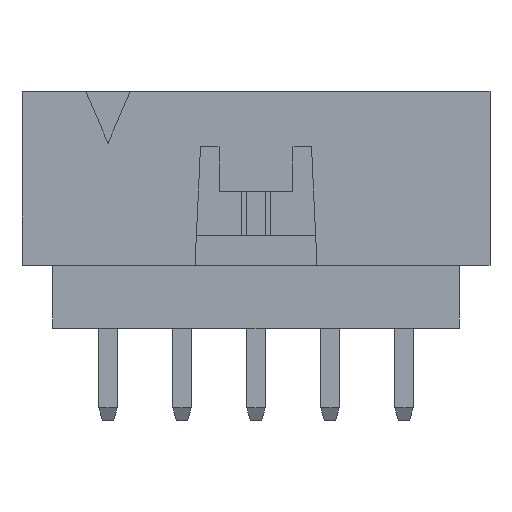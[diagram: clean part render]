
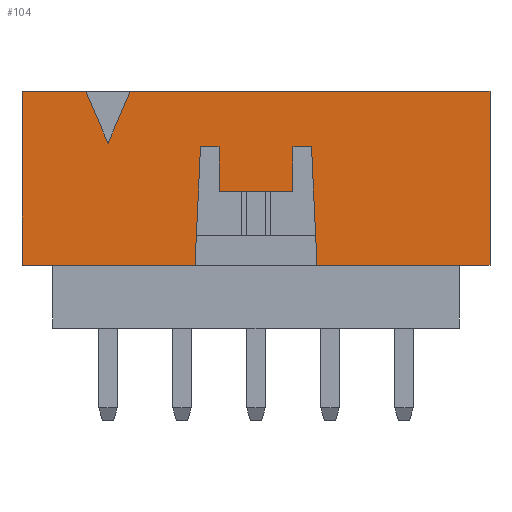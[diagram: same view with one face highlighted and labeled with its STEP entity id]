
A CAD part, front view. The second image highlights one B-rep face of the part: STEP entity #104.
In plain terms, the highlighted planar face has unit normal (0, -1, 0).
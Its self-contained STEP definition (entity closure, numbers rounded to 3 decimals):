
#104=ADVANCED_FACE('',(#537),#322,.T.);
#322=PLANE('',#4056);
#537=FACE_OUTER_BOUND('',#776,.T.);
#776=EDGE_LOOP('',(#1293,#1294,#1295,#1296,#1297,#1298,#1299,#1300,#1301,
#1302,#1303,#1304,#1305,#1306,#1307));
#1293=ORIENTED_EDGE('',*,*,#2649,.F.);
#1294=ORIENTED_EDGE('',*,*,#2650,.F.);
#1295=ORIENTED_EDGE('',*,*,#2399,.F.);
#1296=ORIENTED_EDGE('',*,*,#2645,.F.);
#1297=ORIENTED_EDGE('',*,*,#2635,.F.);
#1298=ORIENTED_EDGE('',*,*,#2651,.F.);
#1299=ORIENTED_EDGE('',*,*,#2652,.F.);
#1300=ORIENTED_EDGE('',*,*,#2623,.F.);
#1301=ORIENTED_EDGE('',*,*,#2653,.F.);
#1302=ORIENTED_EDGE('',*,*,#2654,.F.);
#1303=ORIENTED_EDGE('',*,*,#2655,.F.);
#1304=ORIENTED_EDGE('',*,*,#2656,.F.);
#1305=ORIENTED_EDGE('',*,*,#2631,.F.);
#1306=ORIENTED_EDGE('',*,*,#2412,.F.);
#1307=ORIENTED_EDGE('',*,*,#2391,.F.);
#2044=VERTEX_POINT('',#5233);
#2046=VERTEX_POINT('',#5236);
#2053=VERTEX_POINT('',#5250);
#2054=VERTEX_POINT('',#5252);
#2065=VERTEX_POINT('',#5279);
#2234=VERTEX_POINT('',#5690);
#2237=VERTEX_POINT('',#5696);
#2244=VERTEX_POINT('',#5714);
#2247=VERTEX_POINT('',#5720);
#2248=VERTEX_POINT('',#5722);
#2254=VERTEX_POINT('',#5746);
#2255=VERTEX_POINT('',#5749);
#2256=VERTEX_POINT('',#5752);
#2257=VERTEX_POINT('',#5754);
#2258=VERTEX_POINT('',#5756);
#2391=EDGE_CURVE('',#2044,#2046,#2934,.T.);
#2399=EDGE_CURVE('',#2053,#2054,#2942,.T.);
#2412=EDGE_CURVE('',#2046,#2065,#2955,.T.);
#2623=EDGE_CURVE('',#2237,#2234,#3166,.T.);
#2631=EDGE_CURVE('',#2065,#2244,#3174,.T.);
#2635=EDGE_CURVE('',#2247,#2248,#3178,.T.);
#2645=EDGE_CURVE('',#2248,#2053,#3188,.T.);
#2649=EDGE_CURVE('',#2254,#2044,#3192,.T.);
#2650=EDGE_CURVE('',#2054,#2254,#3193,.T.);
#2651=EDGE_CURVE('',#2255,#2247,#3194,.T.);
#2652=EDGE_CURVE('',#2234,#2255,#3195,.T.);
#2653=EDGE_CURVE('',#2256,#2237,#3196,.T.);
#2654=EDGE_CURVE('',#2257,#2256,#3197,.T.);
#2655=EDGE_CURVE('',#2258,#2257,#3198,.T.);
#2656=EDGE_CURVE('',#2244,#2258,#3199,.T.);
#2934=LINE('',#5235,#3477);
#2942=LINE('',#5251,#3485);
#2955=LINE('',#5278,#3498);
#3166=LINE('',#5697,#3709);
#3174=LINE('',#5713,#3717);
#3178=LINE('',#5721,#3721);
#3188=LINE('',#5739,#3731);
#3192=LINE('',#5745,#3735);
#3193=LINE('',#5747,#3736);
#3194=LINE('',#5748,#3737);
#3195=LINE('',#5750,#3738);
#3196=LINE('',#5751,#3739);
#3197=LINE('',#5753,#3740);
#3198=LINE('',#5755,#3741);
#3199=LINE('',#5757,#3742);
#3477=VECTOR('',#4245,1.);
#3485=VECTOR('',#4253,1.);
#3498=VECTOR('',#4272,1.);
#3709=VECTOR('',#4553,1.);
#3717=VECTOR('',#4565,1.);
#3721=VECTOR('',#4569,1.);
#3731=VECTOR('',#4585,1.);
#3735=VECTOR('',#4591,1.);
#3736=VECTOR('',#4592,1.);
#3737=VECTOR('',#4593,1.);
#3738=VECTOR('',#4594,1.);
#3739=VECTOR('',#4595,1.);
#3740=VECTOR('',#4596,1.);
#3741=VECTOR('',#4597,1.);
#3742=VECTOR('',#4598,1.);
#4056=AXIS2_PLACEMENT_3D('',#5758,#4599,#4600);
#4245=DIRECTION('',(1.,0.,0.));
#4253=DIRECTION('',(1.,0.,0.));
#4272=DIRECTION('',(0.,0.,-1.));
#4553=DIRECTION('',(0.,0.,1.));
#4565=DIRECTION('',(-1.,0.,0.));
#4569=DIRECTION('',(-1.,0.,0.));
#4585=DIRECTION('',(0.,0.,1.));
#4591=DIRECTION('',(0.394,0.,0.919));
#4592=DIRECTION('',(0.394,0.,-0.919));
#4593=DIRECTION('',(-0.047,0.,-0.999));
#4594=DIRECTION('',(-1.,0.,0.));
#4595=DIRECTION('',(-1.,0.,0.));
#4596=DIRECTION('',(0.,0.,-1.));
#4597=DIRECTION('',(-1.,0.,0.));
#4598=DIRECTION('',(-0.047,0.,0.999));
#4599=DIRECTION('',(0.,-1.,0.));
#4600=DIRECTION('',(0.,0.,-1.));
#5233=CARTESIAN_POINT('',(-3.4,-3.15,6.4));
#5235=CARTESIAN_POINT('',(6.325,-3.15,6.4));
#5236=CARTESIAN_POINT('',(6.325,-3.15,6.4));
#5250=CARTESIAN_POINT('',(-6.325,-3.15,6.4));
#5251=CARTESIAN_POINT('',(6.325,-3.15,6.4));
#5252=CARTESIAN_POINT('',(-4.6,-3.15,6.4));
#5278=CARTESIAN_POINT('',(6.325,-3.15,0.));
#5279=CARTESIAN_POINT('',(6.325,-3.15,1.7));
#5690=CARTESIAN_POINT('',(-1.,-3.15,4.9));
#5696=CARTESIAN_POINT('',(-1.,-3.15,3.7));
#5697=CARTESIAN_POINT('',(-1.,-3.15,4.9));
#5713=CARTESIAN_POINT('',(6.325,-3.15,1.7));
#5714=CARTESIAN_POINT('',(1.65,-3.15,1.7));
#5720=CARTESIAN_POINT('',(-1.65,-3.15,1.7));
#5721=CARTESIAN_POINT('',(6.325,-3.15,1.7));
#5722=CARTESIAN_POINT('',(-6.325,-3.15,1.7));
#5739=CARTESIAN_POINT('',(-6.325,-3.15,6.4));
#5745=CARTESIAN_POINT('',(-3.4,-3.15,6.4));
#5746=CARTESIAN_POINT('',(-4.,-3.15,5.));
#5747=CARTESIAN_POINT('',(-4.,-3.15,5.));
#5748=CARTESIAN_POINT('',(-1.65,-3.15,1.7));
#5749=CARTESIAN_POINT('',(-1.5,-3.15,4.9));
#5750=CARTESIAN_POINT('',(-1.5,-3.15,4.9));
#5751=CARTESIAN_POINT('',(-1.,-3.15,3.7));
#5752=CARTESIAN_POINT('',(1.,-3.15,3.7));
#5753=CARTESIAN_POINT('',(1.,-3.15,3.7));
#5754=CARTESIAN_POINT('',(1.,-3.15,4.9));
#5755=CARTESIAN_POINT('',(1.,-3.15,4.9));
#5756=CARTESIAN_POINT('',(1.5,-3.15,4.9));
#5757=CARTESIAN_POINT('',(1.5,-3.15,4.9));
#5758=CARTESIAN_POINT('',(0.,-3.15,0.));
